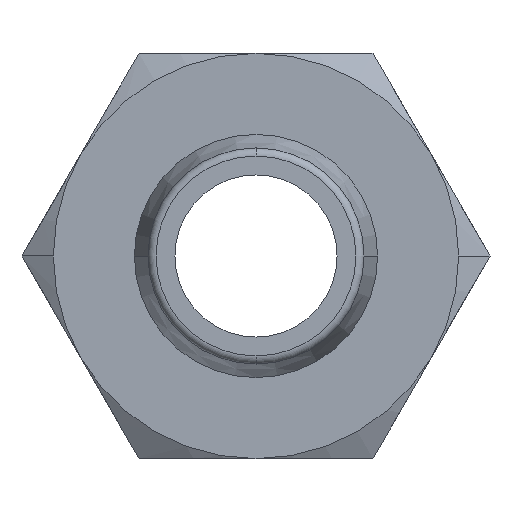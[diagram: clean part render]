
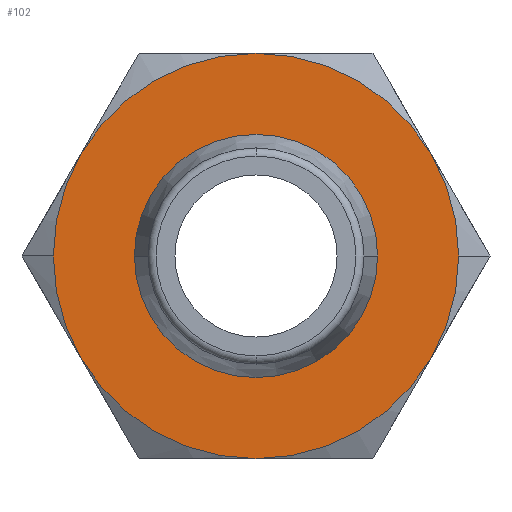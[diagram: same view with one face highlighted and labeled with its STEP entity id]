
A CAD part, front view. The second image highlights one B-rep face of the part: STEP entity #102.
In plain terms, the highlighted planar face has unit normal (0, -1, 0).
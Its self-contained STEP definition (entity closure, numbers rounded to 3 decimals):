
#102=ADVANCED_FACE('',(#226,#227),#228,.T.);
#226=FACE_OUTER_BOUND('',#369,.T.);
#227=FACE_BOUND('',#370,.T.);
#228=PLANE('',#371);
#369=EDGE_LOOP('',(#593,#594,#595,#596,#597,#598,#599,#600));
#370=EDGE_LOOP('',(#601,#602));
#371=AXIS2_PLACEMENT_3D('',#603,#604,#605);
#593=ORIENTED_EDGE('',*,*,#858,.T.);
#594=ORIENTED_EDGE('',*,*,#896,.T.);
#595=ORIENTED_EDGE('',*,*,#885,.T.);
#596=ORIENTED_EDGE('',*,*,#897,.T.);
#597=ORIENTED_EDGE('',*,*,#898,.T.);
#598=ORIENTED_EDGE('',*,*,#899,.T.);
#599=ORIENTED_EDGE('',*,*,#834,.T.);
#600=ORIENTED_EDGE('',*,*,#850,.T.);
#601=ORIENTED_EDGE('',*,*,#900,.F.);
#602=ORIENTED_EDGE('',*,*,#901,.F.);
#603=CARTESIAN_POINT('',(-3.75,14.0,0.0));
#604=DIRECTION('',(0.,-1.0,0.0));
#605=DIRECTION('',(-1.0,0.,0.0));
#834=EDGE_CURVE('',#985,#983,#986,.T.);
#850=EDGE_CURVE('',#983,#1010,#1012,.T.);
#858=EDGE_CURVE('',#1010,#1022,#1024,.T.);
#885=EDGE_CURVE('',#1043,#1064,#1066,.T.);
#896=EDGE_CURVE('',#1022,#1043,#1083,.T.);
#897=EDGE_CURVE('',#1064,#1084,#1085,.T.);
#898=EDGE_CURVE('',#1084,#1086,#1087,.T.);
#899=EDGE_CURVE('',#1086,#985,#1088,.T.);
#900=EDGE_CURVE('',#1089,#1090,#1091,.T.);
#901=EDGE_CURVE('',#1090,#1089,#1092,.T.);
#983=VERTEX_POINT('',#1183);
#985=VERTEX_POINT('',#1196);
#986=CIRCLE('',#1197,7.5);
#1010=VERTEX_POINT('',#1245);
#1012=CIRCLE('',#1258,7.5);
#1022=VERTEX_POINT('',#1282);
#1024=CIRCLE('',#1285,7.5);
#1043=VERTEX_POINT('',#1309);
#1064=VERTEX_POINT('',#1357);
#1066=CIRCLE('',#1370,7.5);
#1083=CIRCLE('',#1391,7.5);
#1084=VERTEX_POINT('',#1392);
#1085=CIRCLE('',#1393,7.5);
#1086=VERTEX_POINT('',#1394);
#1087=CIRCLE('',#1395,7.5);
#1088=CIRCLE('',#1396,7.5);
#1089=VERTEX_POINT('',#1397);
#1090=VERTEX_POINT('',#1398);
#1091=CIRCLE('',#1399,4.5);
#1092=CIRCLE('',#1400,4.5);
#1183=CARTESIAN_POINT('',(0.,14.0,7.5));
#1196=CARTESIAN_POINT('',(6.495,14.0,3.75));
#1197=AXIS2_PLACEMENT_3D('',#1536,#1537,#1538);
#1245=CARTESIAN_POINT('',(-6.495,14.0,3.75));
#1258=AXIS2_PLACEMENT_3D('',#1562,#1563,#1564);
#1282=CARTESIAN_POINT('',(-7.5,14.0,0.));
#1285=AXIS2_PLACEMENT_3D('',#1569,#1570,#1571);
#1309=CARTESIAN_POINT('',(-6.495,14.0,-3.75));
#1357=CARTESIAN_POINT('',(0.,14.0,-7.5));
#1370=AXIS2_PLACEMENT_3D('',#1603,#1604,#1605);
#1391=AXIS2_PLACEMENT_3D('',#1619,#1620,#1621);
#1392=CARTESIAN_POINT('',(6.495,14.0,-3.75));
#1393=AXIS2_PLACEMENT_3D('',#1622,#1623,#1624);
#1394=CARTESIAN_POINT('',(7.5,14.0,0.));
#1395=AXIS2_PLACEMENT_3D('',#1625,#1626,#1627);
#1396=AXIS2_PLACEMENT_3D('',#1628,#1629,#1630);
#1397=CARTESIAN_POINT('',(-4.5,14.0,0.));
#1398=CARTESIAN_POINT('',(4.5,14.0,0.));
#1399=AXIS2_PLACEMENT_3D('',#1631,#1632,#1633);
#1400=AXIS2_PLACEMENT_3D('',#1634,#1635,#1636);
#1536=CARTESIAN_POINT('',(0.,14.0,0.0));
#1537=DIRECTION('',(0.,-1.0,0.0));
#1538=DIRECTION('',(-1.0,0.,0.0));
#1562=CARTESIAN_POINT('',(0.,14.0,0.0));
#1563=DIRECTION('',(0.,-1.0,0.0));
#1564=DIRECTION('',(-1.0,0.,0.0));
#1569=CARTESIAN_POINT('',(0.,14.0,0.0));
#1570=DIRECTION('',(0.,-1.0,0.0));
#1571=DIRECTION('',(-1.0,0.,0.0));
#1603=CARTESIAN_POINT('',(0.,14.0,0.0));
#1604=DIRECTION('',(0.,-1.0,0.0));
#1605=DIRECTION('',(-1.0,0.,0.0));
#1619=CARTESIAN_POINT('',(0.,14.0,0.0));
#1620=DIRECTION('',(0.,-1.0,0.0));
#1621=DIRECTION('',(-1.0,0.,0.0));
#1622=CARTESIAN_POINT('',(0.,14.0,0.0));
#1623=DIRECTION('',(0.,-1.0,0.0));
#1624=DIRECTION('',(-1.0,0.,0.0));
#1625=CARTESIAN_POINT('',(0.,14.0,0.0));
#1626=DIRECTION('',(0.,-1.0,0.0));
#1627=DIRECTION('',(-1.0,0.,0.0));
#1628=CARTESIAN_POINT('',(0.,14.0,0.0));
#1629=DIRECTION('',(0.,-1.0,0.0));
#1630=DIRECTION('',(-1.0,0.,0.0));
#1631=CARTESIAN_POINT('',(0.0,14.0,0.0));
#1632=DIRECTION('',(0.,-1.0,0.0));
#1633=DIRECTION('',(1.0,0.,0.0));
#1634=CARTESIAN_POINT('',(0.0,14.0,0.0));
#1635=DIRECTION('',(0.,-1.0,0.0));
#1636=DIRECTION('',(1.0,0.,0.0));
